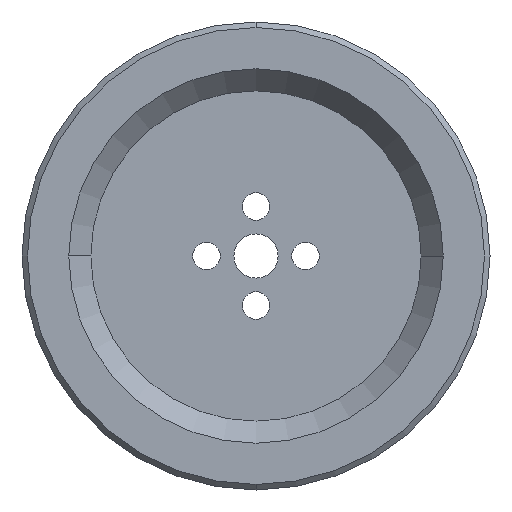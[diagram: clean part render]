
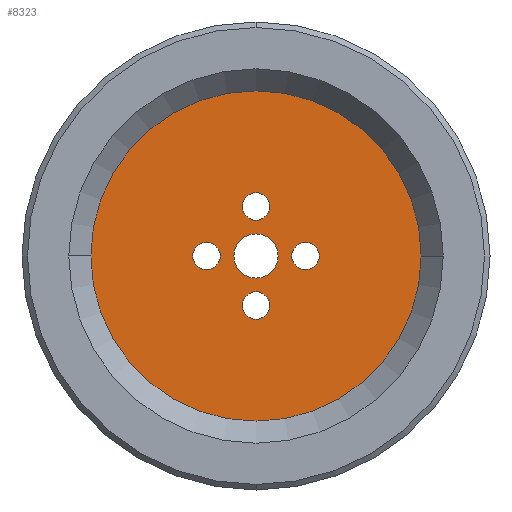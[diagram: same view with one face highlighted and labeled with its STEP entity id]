
A CAD part, front view. The second image highlights one B-rep face of the part: STEP entity #8323.
In plain terms, the highlighted planar face has unit normal (0, -1, 0).
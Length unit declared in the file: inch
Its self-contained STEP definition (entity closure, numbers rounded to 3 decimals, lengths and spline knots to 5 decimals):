
#87 = DIRECTION ( 'NONE',  ( 0., -1., 0. ) ) ;
#176 = EDGE_LOOP ( 'NONE', ( #3849, #4645 ) ) ;
#183 = DIRECTION ( 'NONE',  ( 0., 0., -1. ) ) ;
#346 = DIRECTION ( 'NONE',  ( -1., 0., 0. ) ) ;
#348 = DIRECTION ( 'NONE',  ( -1., 0., 0. ) ) ;
#379 = DIRECTION ( 'NONE',  ( 1., 0., 0. ) ) ;
#702 = CARTESIAN_POINT ( 'NONE',  ( 0.75, -0.0646, 0. ) ) ;
#880 = DIRECTION ( 'NONE',  ( 0., 1., 0. ) ) ;
#1030 = FACE_BOUND ( 'NONE', #9435, .T. ) ;
#1275 = CIRCLE ( 'NONE', #10600, 0.0625 ) ;
#1282 = CARTESIAN_POINT ( 'NONE',  ( -0.0625, -0.0646, 0.225 ) ) ;
#1510 = CARTESIAN_POINT ( 'NONE',  ( 0., -0.0646, 0. ) ) ;
#1611 = DIRECTION ( 'NONE',  ( 0., 0., -1. ) ) ;
#1841 = VERTEX_POINT ( 'NONE', #11769 ) ;
#2109 = CIRCLE ( 'NONE', #2629, 0.1 ) ;
#2491 = EDGE_LOOP ( 'NONE', ( #10619, #15658 ) ) ;
#2510 = FACE_BOUND ( 'NONE', #13041, .T. ) ;
#2629 = AXIS2_PLACEMENT_3D ( 'NONE', #5346, #5097, #15483 ) ;
#2732 = CARTESIAN_POINT ( 'NONE',  ( 0., -0.0646, -0.225 ) ) ;
#3171 = CARTESIAN_POINT ( 'NONE',  ( -0.225, -0.0646, 0.0625 ) ) ;
#3705 = EDGE_CURVE ( 'NONE', #4149, #1841, #9304, .T. ) ;
#3849 = ORIENTED_EDGE ( 'NONE', *, *, #7226, .F. ) ;
#4030 = ORIENTED_EDGE ( 'NONE', *, *, #10164, .F. ) ;
#4031 = DIRECTION ( 'NONE',  ( -1., 0., 0. ) ) ;
#4071 = DIRECTION ( 'NONE',  ( 0., -1., 0. ) ) ;
#4149 = VERTEX_POINT ( 'NONE', #5217 ) ;
#4490 = AXIS2_PLACEMENT_3D ( 'NONE', #13116, #4071, #183 ) ;
#4597 = VERTEX_POINT ( 'NONE', #3171 ) ;
#4645 = ORIENTED_EDGE ( 'NONE', *, *, #10500, .F. ) ;
#4769 = CARTESIAN_POINT ( 'NONE',  ( 0.0625, -0.0646, -0.225 ) ) ;
#4900 = EDGE_CURVE ( 'NONE', #12638, #13280, #11351, .T. ) ;
#5097 = DIRECTION ( 'NONE',  ( 0., -1., 0. ) ) ;
#5181 = CARTESIAN_POINT ( 'NONE',  ( 0., -0.0646, 0.225 ) ) ;
#5217 = CARTESIAN_POINT ( 'NONE',  ( 0.225, -0.0646, -0.0625 ) ) ;
#5225 = DIRECTION ( 'NONE',  ( 0., 1., 0. ) ) ;
#5346 = CARTESIAN_POINT ( 'NONE',  ( 0., -0.0646, 0. ) ) ;
#5409 = DIRECTION ( 'NONE',  ( 0., -1., 0. ) ) ;
#5420 = CARTESIAN_POINT ( 'NONE',  ( 0.225, -0.0646, 0. ) ) ;
#5441 = DIRECTION ( 'NONE',  ( 0., -1., 0. ) ) ;
#5825 = EDGE_LOOP ( 'NONE', ( #9805, #12243 ) ) ;
#5929 = PLANE ( 'NONE',  #6890 ) ;
#5986 = VERTEX_POINT ( 'NONE', #10042 ) ;
#6581 = DIRECTION ( 'NONE',  ( -1., 0., 0. ) ) ;
#6624 = EDGE_CURVE ( 'NONE', #13280, #12638, #10360, .T. ) ;
#6685 = CARTESIAN_POINT ( 'NONE',  ( -0.225, -0.0646, -0.0625 ) ) ;
#6820 = DIRECTION ( 'NONE',  ( 0., 1., 0. ) ) ;
#6890 = AXIS2_PLACEMENT_3D ( 'NONE', #9954, #880, #16323 ) ;
#7093 = DIRECTION ( 'NONE',  ( 0., 0., 1. ) ) ;
#7226 = EDGE_CURVE ( 'NONE', #15455, #5986, #1275, .T. ) ;
#7303 = CIRCLE ( 'NONE', #9450, 0.0625 ) ;
#7316 = AXIS2_PLACEMENT_3D ( 'NONE', #2732, #87, #346 ) ;
#7404 = EDGE_CURVE ( 'NONE', #9547, #15087, #15126, .T. ) ;
#7602 = AXIS2_PLACEMENT_3D ( 'NONE', #1510, #6820, #6581 ) ;
#8131 = EDGE_CURVE ( 'NONE', #9358, #16133, #8488, .T. ) ;
#8177 = CARTESIAN_POINT ( 'NONE',  ( -0.225, -0.0646, 0. ) ) ;
#8234 = CIRCLE ( 'NONE', #16269, 0.0625 ) ;
#8323 = ADVANCED_FACE ( 'NONE', ( #11039, #11210, #1030, #2510, #12627, #13720 ), #5929, .F. ) ;
#8409 = EDGE_CURVE ( 'NONE', #1841, #4149, #13845, .T. ) ;
#8478 = EDGE_CURVE ( 'NONE', #16133, #9358, #2109, .T. ) ;
#8488 = CIRCLE ( 'NONE', #9555, 0.1 ) ;
#8611 = EDGE_CURVE ( 'NONE', #13166, #4597, #8234, .T. ) ;
#8784 = EDGE_LOOP ( 'NONE', ( #15032, #14374 ) ) ;
#9039 = DIRECTION ( 'NONE',  ( 0., -1., 0. ) ) ;
#9304 = CIRCLE ( 'NONE', #4490, 0.0625 ) ;
#9358 = VERTEX_POINT ( 'NONE', #15758 ) ;
#9435 = EDGE_LOOP ( 'NONE', ( #13450, #4030 ) ) ;
#9444 = CARTESIAN_POINT ( 'NONE',  ( 0., -0.0646, 0.225 ) ) ;
#9450 = AXIS2_PLACEMENT_3D ( 'NONE', #11698, #5409, #14213 ) ;
#9547 = VERTEX_POINT ( 'NONE', #1282 ) ;
#9555 = AXIS2_PLACEMENT_3D ( 'NONE', #10387, #5441, #4031 ) ;
#9560 = DIRECTION ( 'NONE',  ( -1., 0., 0. ) ) ;
#9615 = DIRECTION ( 'NONE',  ( 0., -1., 0. ) ) ;
#9717 = DIRECTION ( 'NONE',  ( 0., -1., 0. ) ) ;
#9805 = ORIENTED_EDGE ( 'NONE', *, *, #3705, .F. ) ;
#9910 = ORIENTED_EDGE ( 'NONE', *, *, #7404, .F. ) ;
#9954 = CARTESIAN_POINT ( 'NONE',  ( 0., -0.0646, 0. ) ) ;
#10042 = CARTESIAN_POINT ( 'NONE',  ( -0.0625, -0.0646, -0.225 ) ) ;
#10144 = CARTESIAN_POINT ( 'NONE',  ( -0.75, -0.0646, 0. ) ) ;
#10164 = EDGE_CURVE ( 'NONE', #4597, #13166, #7303, .T. ) ;
#10249 = CARTESIAN_POINT ( 'NONE',  ( 0.0625, -0.0646, 0.225 ) ) ;
#10281 = DIRECTION ( 'NONE',  ( 0., -1., 0. ) ) ;
#10360 = CIRCLE ( 'NONE', #13802, 0.75 ) ;
#10387 = CARTESIAN_POINT ( 'NONE',  ( 0., -0.0646, 0. ) ) ;
#10500 = EDGE_CURVE ( 'NONE', #5986, #15455, #12405, .T. ) ;
#10580 = CARTESIAN_POINT ( 'NONE',  ( 0., -0.0646, 0. ) ) ;
#10600 = AXIS2_PLACEMENT_3D ( 'NONE', #16091, #9717, #9560 ) ;
#10619 = ORIENTED_EDGE ( 'NONE', *, *, #8131, .F. ) ;
#11039 = FACE_BOUND ( 'NONE', #5825, .T. ) ;
#11100 = AXIS2_PLACEMENT_3D ( 'NONE', #5181, #9039, #12723 ) ;
#11210 = FACE_BOUND ( 'NONE', #176, .T. ) ;
#11351 = CIRCLE ( 'NONE', #7602, 0.75 ) ;
#11439 = AXIS2_PLACEMENT_3D ( 'NONE', #5420, #10281, #1611 ) ;
#11698 = CARTESIAN_POINT ( 'NONE',  ( -0.225, -0.0646, 0. ) ) ;
#11769 = CARTESIAN_POINT ( 'NONE',  ( 0.225, -0.0646, 0.0625 ) ) ;
#11801 = DIRECTION ( 'NONE',  ( 0., -1., 0. ) ) ;
#12243 = ORIENTED_EDGE ( 'NONE', *, *, #8409, .F. ) ;
#12251 = CARTESIAN_POINT ( 'NONE',  ( 0., -0.0646, 0.1 ) ) ;
#12405 = CIRCLE ( 'NONE', #7316, 0.0625 ) ;
#12627 = FACE_OUTER_BOUND ( 'NONE', #8784, .T. ) ;
#12638 = VERTEX_POINT ( 'NONE', #10144 ) ;
#12723 = DIRECTION ( 'NONE',  ( 1., 0., 0. ) ) ;
#13041 = EDGE_LOOP ( 'NONE', ( #14319, #9910 ) ) ;
#13116 = CARTESIAN_POINT ( 'NONE',  ( 0.225, -0.0646, 0. ) ) ;
#13166 = VERTEX_POINT ( 'NONE', #6685 ) ;
#13280 = VERTEX_POINT ( 'NONE', #702 ) ;
#13450 = ORIENTED_EDGE ( 'NONE', *, *, #8611, .F. ) ;
#13720 = FACE_BOUND ( 'NONE', #2491, .T. ) ;
#13802 = AXIS2_PLACEMENT_3D ( 'NONE', #10580, #5225, #348 ) ;
#13845 = CIRCLE ( 'NONE', #11439, 0.0625 ) ;
#14213 = DIRECTION ( 'NONE',  ( 0., 0., 1. ) ) ;
#14319 = ORIENTED_EDGE ( 'NONE', *, *, #14454, .F. ) ;
#14374 = ORIENTED_EDGE ( 'NONE', *, *, #4900, .F. ) ;
#14454 = EDGE_CURVE ( 'NONE', #15087, #9547, #16056, .T. ) ;
#14715 = AXIS2_PLACEMENT_3D ( 'NONE', #9444, #11801, #379 ) ;
#15032 = ORIENTED_EDGE ( 'NONE', *, *, #6624, .F. ) ;
#15087 = VERTEX_POINT ( 'NONE', #10249 ) ;
#15126 = CIRCLE ( 'NONE', #11100, 0.0625 ) ;
#15455 = VERTEX_POINT ( 'NONE', #4769 ) ;
#15483 = DIRECTION ( 'NONE',  ( -1., 0., 0. ) ) ;
#15658 = ORIENTED_EDGE ( 'NONE', *, *, #8478, .F. ) ;
#15758 = CARTESIAN_POINT ( 'NONE',  ( 0., -0.0646, -0.1 ) ) ;
#16056 = CIRCLE ( 'NONE', #14715, 0.0625 ) ;
#16091 = CARTESIAN_POINT ( 'NONE',  ( 0., -0.0646, -0.225 ) ) ;
#16133 = VERTEX_POINT ( 'NONE', #12251 ) ;
#16269 = AXIS2_PLACEMENT_3D ( 'NONE', #8177, #9615, #7093 ) ;
#16323 = DIRECTION ( 'NONE',  ( -1., 0., 0. ) ) ;
